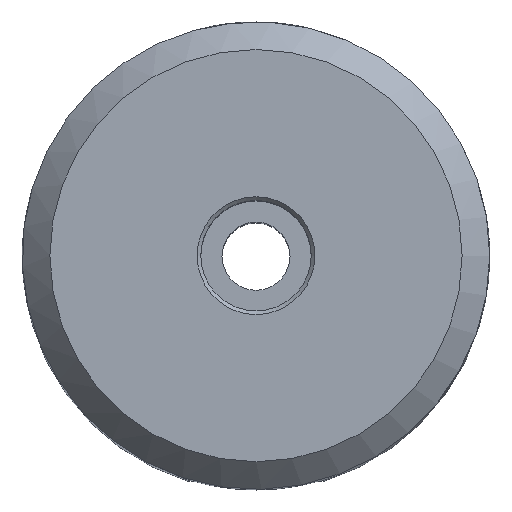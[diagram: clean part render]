
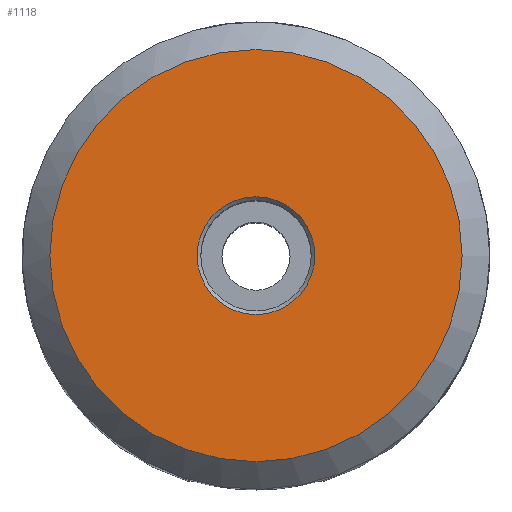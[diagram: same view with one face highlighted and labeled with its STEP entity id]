
A CAD part, top view. The second image highlights one B-rep face of the part: STEP entity #1118.
In plain terms, the highlighted planar face has unit normal (0, 0, 1).
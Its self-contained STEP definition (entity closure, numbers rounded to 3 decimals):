
#29 = CARTESIAN_POINT ( 'NONE',  ( 11.2, 0., 60. ) ) ;
#59 = DIRECTION ( 'NONE',  ( 0., 0., 1. ) ) ;
#72 = FACE_BOUND ( 'NONE', #953, .T. ) ;
#106 = VERTEX_POINT ( 'NONE', #696 ) ;
#160 = ORIENTED_EDGE ( 'NONE', *, *, #649, .T. ) ;
#241 = PLANE ( 'NONE',  #357 ) ;
#357 = AXIS2_PLACEMENT_3D ( 'NONE', #842, #59, #751 ) ;
#430 = CARTESIAN_POINT ( 'NONE',  ( 0., 0., 60. ) ) ;
#452 = CIRCLE ( 'NONE', #829, 11.2 ) ;
#573 = AXIS2_PLACEMENT_3D ( 'NONE', #1051, #638, #642 ) ;
#603 = ORIENTED_EDGE ( 'NONE', *, *, #723, .T. ) ;
#638 = DIRECTION ( 'NONE',  ( 0., 0., -1. ) ) ;
#642 = DIRECTION ( 'NONE',  ( 1., 0., 0. ) ) ;
#649 = EDGE_CURVE ( 'NONE', #877, #877, #452, .T. ) ;
#660 = DIRECTION ( 'NONE',  ( 0., 0., 1. ) ) ;
#696 = CARTESIAN_POINT ( 'NONE',  ( 3.2, 0., 60. ) ) ;
#723 = EDGE_CURVE ( 'NONE', #106, #106, #990, .T. ) ;
#751 = DIRECTION ( 'NONE',  ( 1., 0., 0. ) ) ;
#778 = FACE_OUTER_BOUND ( 'NONE', #1012, .T. ) ;
#829 = AXIS2_PLACEMENT_3D ( 'NONE', #430, #660, #1011 ) ;
#842 = CARTESIAN_POINT ( 'NONE',  ( 0., 0., 60. ) ) ;
#877 = VERTEX_POINT ( 'NONE', #29 ) ;
#953 = EDGE_LOOP ( 'NONE', ( #603 ) ) ;
#990 = CIRCLE ( 'NONE', #573, 3.2 ) ;
#1011 = DIRECTION ( 'NONE',  ( 1., 0., 0. ) ) ;
#1012 = EDGE_LOOP ( 'NONE', ( #160 ) ) ;
#1051 = CARTESIAN_POINT ( 'NONE',  ( 0., 0., 60. ) ) ;
#1118 = ADVANCED_FACE ( 'NONE', ( #72, #778 ), #241, .T. ) ;
